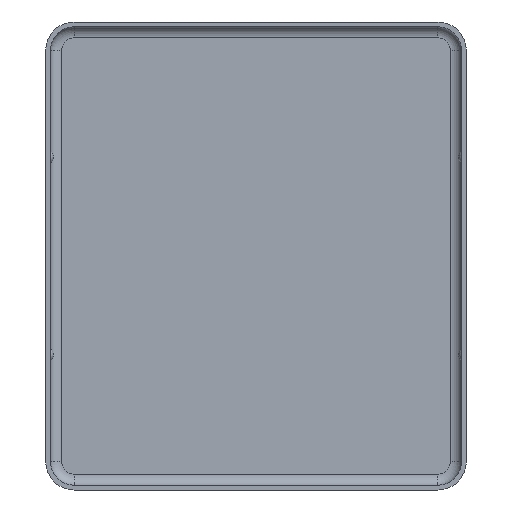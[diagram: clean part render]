
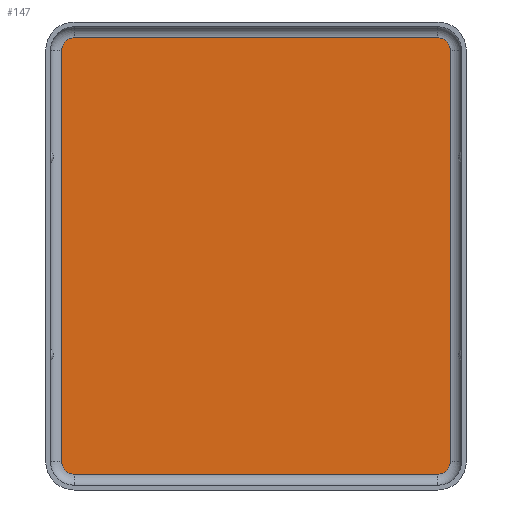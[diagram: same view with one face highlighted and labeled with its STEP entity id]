
A CAD part, front view. The second image highlights one B-rep face of the part: STEP entity #147.
In plain terms, the highlighted planar face has unit normal (0, -1, 0).
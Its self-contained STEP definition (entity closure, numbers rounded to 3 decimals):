
#147 = ADVANCED_FACE( 'NONE', ( #299 ), #300, .T. );
#299 = FACE_OUTER_BOUND( '', #532, .T. );
#300 = PLANE( '', #533 );
#532 = EDGE_LOOP( '', ( #850, #851, #852, #853, #854, #855, #856, #857 ) );
#533 = AXIS2_PLACEMENT_3D( '', #858, #859, #860 );
#850 = ORIENTED_EDGE( '', *, *, #887, .F. );
#851 = ORIENTED_EDGE( '', *, *, #952, .F. );
#852 = ORIENTED_EDGE( '', *, *, #934, .F. );
#853 = ORIENTED_EDGE( '', *, *, #981, .T. );
#854 = ORIENTED_EDGE( '', *, *, #955, .T. );
#855 = ORIENTED_EDGE( '', *, *, #959, .F. );
#856 = ORIENTED_EDGE( '', *, *, #1005, .T. );
#857 = ORIENTED_EDGE( '', *, *, #901, .T. );
#858 = CARTESIAN_POINT( '', ( 11.5, 0., -13. ) );
#859 = DIRECTION( '', ( 0., -1., 0. ) );
#860 = DIRECTION( '', ( 0., 0., -1. ) );
#887 = EDGE_CURVE( 'NONE', #1025, #1027, #1028, .T. );
#901 = EDGE_CURVE( 'NONE', #1050, #1027, #1051, .T. );
#934 = EDGE_CURVE( 'NONE', #1101, #1103, #1104, .T. );
#952 = EDGE_CURVE( 'NONE', #1103, #1025, #1128, .T. );
#955 = EDGE_CURVE( 'NONE', #1132, #1130, #1133, .T. );
#959 = EDGE_CURVE( 'NONE', #1136, #1130, #1138, .T. );
#981 = EDGE_CURVE( 'NONE', #1101, #1132, #1166, .T. );
#1005 = EDGE_CURVE( 'NONE', #1136, #1050, #1192, .T. );
#1025 = VERTEX_POINT( 'NONE', #1217 );
#1027 = VERTEX_POINT( 'NONE', #1219 );
#1028 = LINE( '', #1220, #1221 );
#1050 = VERTEX_POINT( 'NONE', #1243 );
#1051 = CIRCLE( '', #1244, 0.8 );
#1101 = VERTEX_POINT( 'NONE', #1308 );
#1103 = VERTEX_POINT( 'NONE', #1310 );
#1104 = LINE( '', #1311, #1312 );
#1128 = CIRCLE( '', #1342, 0.8 );
#1130 = VERTEX_POINT( 'NONE', #1344 );
#1132 = VERTEX_POINT( 'NONE', #1346 );
#1133 = LINE( '', #1347, #1348 );
#1136 = VERTEX_POINT( 'NONE', #1351 );
#1138 = CIRCLE( '', #1353, 0.8 );
#1166 = CIRCLE( '', #1386, 0.8 );
#1192 = LINE( '', #1418, #1419 );
#1217 = CARTESIAN_POINT( '', ( 11.5, 0., -13.8 ) );
#1219 = CARTESIAN_POINT( '', ( -11.5, 0., -13.8 ) );
#1220 = CARTESIAN_POINT( '', ( 11.5, 0., -13.8 ) );
#1221 = VECTOR( '', #1436, 1000. );
#1243 = CARTESIAN_POINT( '', ( -12.3, 0., -13. ) );
#1244 = AXIS2_PLACEMENT_3D( '', #1467, #1468, #1469 );
#1308 = CARTESIAN_POINT( '', ( 12.3, 0., 13. ) );
#1310 = CARTESIAN_POINT( '', ( 12.3, 0., -13. ) );
#1311 = CARTESIAN_POINT( '', ( 12.3, 0., 0. ) );
#1312 = VECTOR( '', #1511, 1000. );
#1342 = AXIS2_PLACEMENT_3D( '', #1536, #1537, #1538 );
#1344 = CARTESIAN_POINT( '', ( -11.5, 0., 13.8 ) );
#1346 = CARTESIAN_POINT( '', ( 11.5, 0., 13.8 ) );
#1347 = CARTESIAN_POINT( '', ( 11.5, 0., 13.8 ) );
#1348 = VECTOR( '', #1542, 1000. );
#1351 = CARTESIAN_POINT( '', ( -12.3, 0., 13. ) );
#1353 = AXIS2_PLACEMENT_3D( '', #1549, #1550, #1551 );
#1386 = AXIS2_PLACEMENT_3D( '', #1581, #1582, #1583 );
#1418 = CARTESIAN_POINT( '', ( -12.3, 0., 0. ) );
#1419 = VECTOR( '', #1605, 1000. );
#1436 = DIRECTION( '', ( -1., 0., 0. ) );
#1467 = CARTESIAN_POINT( '', ( -11.5, 0., -13. ) );
#1468 = DIRECTION( '', ( 0., -1., 0. ) );
#1469 = DIRECTION( '', ( 0., 0., 1. ) );
#1511 = DIRECTION( '', ( 0., 0., -1. ) );
#1536 = CARTESIAN_POINT( '', ( 11.5, 0., -13. ) );
#1537 = DIRECTION( '', ( 0., 1., 0. ) );
#1538 = DIRECTION( '', ( 0., 0., 1. ) );
#1542 = DIRECTION( '', ( -1., 0., 0. ) );
#1549 = CARTESIAN_POINT( '', ( -11.5, 0., 13. ) );
#1550 = DIRECTION( '', ( 0., 1., 0. ) );
#1551 = DIRECTION( '', ( 0., 0., -1. ) );
#1581 = CARTESIAN_POINT( '', ( 11.5, 0., 13. ) );
#1582 = DIRECTION( '', ( 0., -1., 0. ) );
#1583 = DIRECTION( '', ( 0., 0., -1. ) );
#1605 = DIRECTION( '', ( 0., 0., -1. ) );
